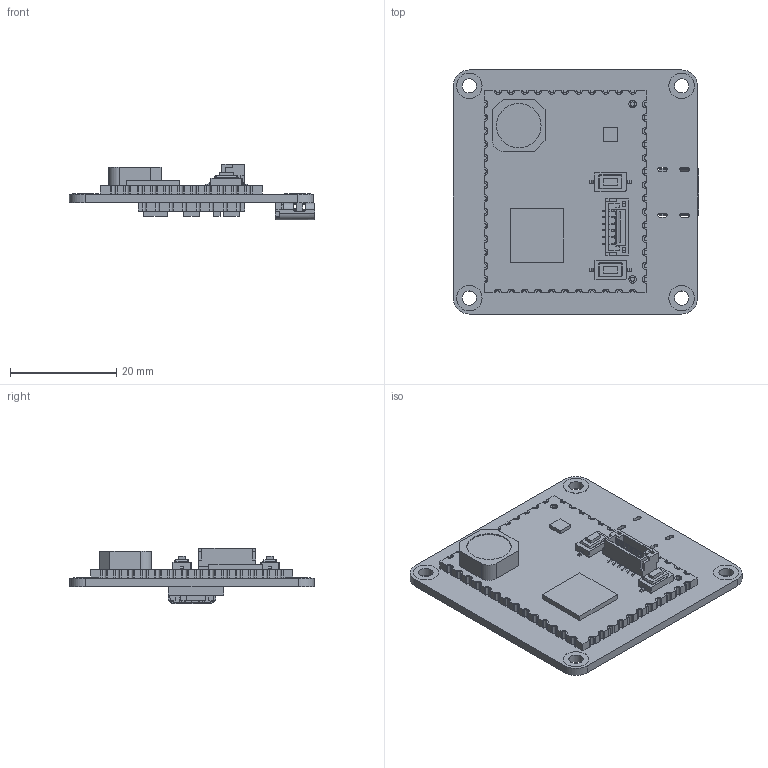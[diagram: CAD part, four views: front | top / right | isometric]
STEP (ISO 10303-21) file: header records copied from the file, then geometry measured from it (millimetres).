
FILE_DESCRIPTION(/* description */ (''),/* implementation_level */ '2;1');
FILE_NAME(/* name */ 'vb-imu-bhi360-asm.stp',/* time_stamp */ '2025-01-19T18:45:01+03:00',/* author */ ('Home'),/* organization */ (''),/* preprocessor_version */ 'ST-DEVELOPER v18.1',/* originating_system */ 'Autodesk Inventor 2022',/* authorisation */ '');
FILE_SCHEMA (('AUTOMOTIVE_DESIGN { 1 0 10303 214 3 1 1 }'));
Length unit declared in the file: millimetre
Products named in the file (8): vb-imu-bhi360-asm.ipt; USB_C_ReceptacleH; vb-imu-bhi360; VBCoreG4; VBcoreG474; B06MB-GHS-TBT; G73_button; bhi360-sensor
Assembly tree (8 placements, depth 3):
  vb-imu-bhi360-asm.ipt
    USB_C_ReceptacleH
    vb-imu-bhi360
    VBCoreG4
      VBcoreG474
      B06MB-GHS-TBT
      G73_button  x2
    bhi360-sensor
Bounding box: 46.2 x 46 x 10.51 mm (x, y, z)
Volume: 6225.9 mm3; surface area: 9009.1 mm2
Topology: 50 solids, 50 shells, 1537 faces, 3951 edges, 2572 vertices
Faces by surface type: plane 1201, cylinder 320, cone 16
Full cylindrical faces by diameter (mm): 0.5 x2, 0.8 x2, 1.4 x4, 2.7 x4, 4.8 x8, 8.374 x1
Entity records: 46143 total; most frequent: CARTESIAN_POINT 7878, ORIENTED_EDGE 7606, DIRECTION 7515, EDGE_CURVE 3803, LINE 3057, VECTOR 3057, VERTEX_POINT 2476, AXIS2_PLACEMENT_3D 2229
